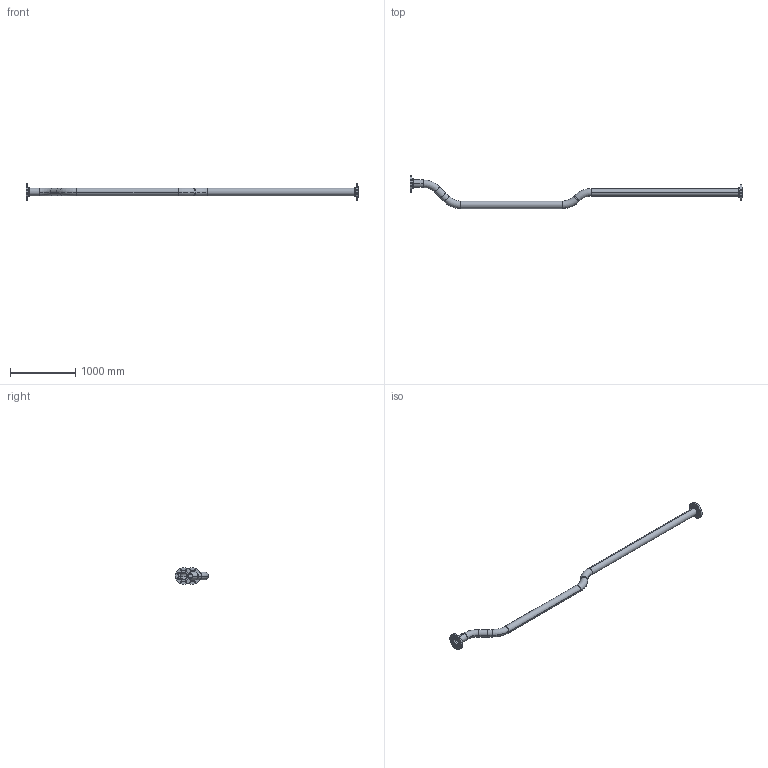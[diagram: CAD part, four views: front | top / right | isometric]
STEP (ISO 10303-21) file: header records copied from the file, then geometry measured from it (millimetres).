
FILE_DESCRIPTION (( 'STEP AP203' ), '1' );
FILE_NAME ('13-2919-6_REV_.step', '2026-01-19T23:23:06', ( '' ), ( '' ), 'SwSTEP 2.0', 'SolidWorks 2025', '' );
FILE_SCHEMA (( 'CONFIG_CONTROL_DESIGN' ));
Length unit declared in the file: millimetre
Products named in the file (5): OEM-100-300-SO-316L; J003435-58-15_Default<As Machined>; 13-2919-6_REV_; J003435-58-20_Default<As Machined>; J003435-58-10_Default<As Machined>
Assembly tree (5 placements, depth 2):
  13-2919-6_REV_
    OEM-100-300-SO-316L  x2
    J003435-58-10_Default<As Machined>
    J003435-58-20_Default<As Machined>
    J003435-58-15_Default<As Machined>
Bounding box: 5073.4 x 507.15 x 254 mm (x, y, z)
Volume: 13024623.9 mm3; surface area: 3836706.1 mm2
Topology: 5 solids, 5 shells, 106 faces, 252 edges, 160 vertices
Faces by surface type: cylinder 72, torus 20, plane 14
Entity records: 2815 total; most frequent: DIRECTION 472, CARTESIAN_POINT 370, ORIENTED_EDGE 352, AXIS2_PLACEMENT_3D 212, EDGE_CURVE 176, CIRCLE 128, VERTEX_POINT 110, EDGE_LOOP 102
